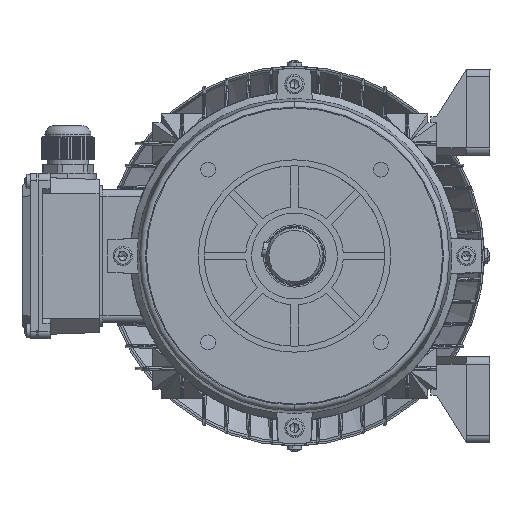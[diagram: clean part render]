
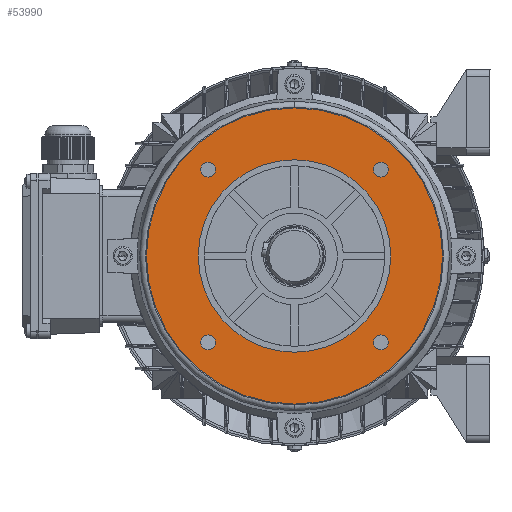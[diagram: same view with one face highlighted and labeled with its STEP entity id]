
A CAD part, left-side view. The second image highlights one B-rep face of the part: STEP entity #53990.
In plain terms, the highlighted face is planar.
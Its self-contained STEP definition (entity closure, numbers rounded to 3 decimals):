
#727 = DIRECTION ( 'NONE',  ( 1., 0., 0. ) ) ;
#728 = DIRECTION ( 'NONE',  ( 0., 0., 1. ) ) ;
#729 = CARTESIAN_POINT ( 'NONE',  ( 58.336, -58.336, 27.689 ) ) ;
#730 = AXIS2_PLACEMENT_3D ( 'NONE', #729, #728, #727 ) ;
#731 = CIRCLE ( 'NONE', #730, 5. ) ;
#741 = DIRECTION ( 'NONE',  ( -1., 0., 0. ) ) ;
#742 = DIRECTION ( 'NONE',  ( 0., 0., -1. ) ) ;
#743 = AXIS2_PLACEMENT_3D ( 'NONE', #748, #742, #741 ) ;
#744 = CIRCLE ( 'NONE', #743, 100. ) ;
#748 = CARTESIAN_POINT ( 'NONE',  ( 0., 0., 27.689 ) ) ;
#782 = DIRECTION ( 'NONE',  ( -1., 0., 0. ) ) ;
#783 = DIRECTION ( 'NONE',  ( 0., 0., -1. ) ) ;
#784 = CARTESIAN_POINT ( 'NONE',  ( 0., 0., 27.689 ) ) ;
#785 = AXIS2_PLACEMENT_3D ( 'NONE', #784, #783, #782 ) ;
#786 = CIRCLE ( 'NONE', #785, 65. ) ;
#796 = DIRECTION ( 'NONE',  ( 1., 0., 0. ) ) ;
#797 = DIRECTION ( 'NONE',  ( 0., 0., 1. ) ) ;
#798 = CARTESIAN_POINT ( 'NONE',  ( -58.336, -58.336, 27.689 ) ) ;
#799 = AXIS2_PLACEMENT_3D ( 'NONE', #798, #797, #796 ) ;
#800 = CIRCLE ( 'NONE', #799, 5. ) ;
#807 = DIRECTION ( 'NONE',  ( 1., 0., 0. ) ) ;
#808 = DIRECTION ( 'NONE',  ( 0., 0., 1. ) ) ;
#809 = CARTESIAN_POINT ( 'NONE',  ( -58.336, 58.336, 27.689 ) ) ;
#810 = AXIS2_PLACEMENT_3D ( 'NONE', #809, #808, #807 ) ;
#811 = CIRCLE ( 'NONE', #810, 5. ) ;
#817 = DIRECTION ( 'NONE',  ( 1., 0., 0. ) ) ;
#818 = DIRECTION ( 'NONE',  ( 0., 0., 1. ) ) ;
#819 = CARTESIAN_POINT ( 'NONE',  ( -100., 0., 27.689 ) ) ;
#820 = AXIS2_PLACEMENT_3D ( 'NONE', #819, #818, #817 ) ;
#821 = PLANE ( 'NONE',  #820 ) ;
#822 = FACE_OUTER_BOUND ( 'NONE', #53975, .T. ) ;
#823 = FACE_BOUND ( 'NONE', #53967, .T. ) ;
#824 = FACE_BOUND ( 'NONE', #53932, .T. ) ;
#825 = FACE_BOUND ( 'NONE', #55929, .T. ) ;
#826 = FACE_BOUND ( 'NONE', #53999, .T. ) ;
#827 = FACE_BOUND ( 'NONE', #53992, .T. ) ;
#863 = AXIS2_PLACEMENT_3D ( 'NONE', #926, #925, #924 ) ;
#864 = CIRCLE ( 'NONE', #863, 5. ) ;
#924 = DIRECTION ( 'NONE',  ( 1., 0., 0. ) ) ;
#925 = DIRECTION ( 'NONE',  ( 0., 0., 1. ) ) ;
#926 = CARTESIAN_POINT ( 'NONE',  ( 58.336, 58.336, 27.689 ) ) ;
#49984 = VERTEX_POINT ( 'NONE', #120251 ) ;
#51712 = VERTEX_POINT ( 'NONE', #123114 ) ;
#51716 = EDGE_CURVE ( 'NONE', #51712, #51717, #123150, .T. ) ;
#51717 = VERTEX_POINT ( 'NONE', #123145 ) ;
#51738 = VERTEX_POINT ( 'NONE', #123156 ) ;
#51761 = VERTEX_POINT ( 'NONE', #123227 ) ;
#51765 = EDGE_CURVE ( 'NONE', #51761, #49984, #123226, .T. ) ;
#51771 = EDGE_CURVE ( 'NONE', #51738, #51772, #123267, .T. ) ;
#51772 = VERTEX_POINT ( 'NONE', #123262 ) ;
#51793 = VERTEX_POINT ( 'NONE', #123270 ) ;
#51797 = VERTEX_POINT ( 'NONE', #123319 ) ;
#51826 = EDGE_CURVE ( 'NONE', #51793, #51797, #123334, .T. ) ;
#51970 = EDGE_CURVE ( 'NONE', #51972, #52054, #123640, .T. ) ;
#51972 = VERTEX_POINT ( 'NONE', #123635 ) ;
#51984 = EDGE_CURVE ( 'NONE', #51985, #51987, #123666, .T. ) ;
#51985 = VERTEX_POINT ( 'NONE', #123658 ) ;
#51987 = VERTEX_POINT ( 'NONE', #123651 ) ;
#52054 = VERTEX_POINT ( 'NONE', #123755 ) ;
#53929 = ORIENTED_EDGE ( 'NONE', *, *, #53931, .F. ) ;
#53931 = EDGE_CURVE ( 'NONE', #51797, #51793, #731, .T. ) ;
#53932 = EDGE_LOOP ( 'NONE', ( #54044, #54048 ) ) ;
#53958 = EDGE_CURVE ( 'NONE', #51987, #51985, #744, .T. ) ;
#53967 = EDGE_LOOP ( 'NONE', ( #53970, #53972 ) ) ;
#53970 = ORIENTED_EDGE ( 'NONE', *, *, #51970, .T. ) ;
#53972 = ORIENTED_EDGE ( 'NONE', *, *, #53974, .T. ) ;
#53974 = EDGE_CURVE ( 'NONE', #52054, #51972, #786, .T. ) ;
#53975 = EDGE_LOOP ( 'NONE', ( #53978, #53980 ) ) ;
#53978 = ORIENTED_EDGE ( 'NONE', *, *, #51984, .F. ) ;
#53980 = ORIENTED_EDGE ( 'NONE', *, *, #53958, .F. ) ;
#53990 = ADVANCED_FACE ( 'NONE', ( #827, #826, #825, #824, #823, #822 ), #821, .T. ) ;
#53992 = EDGE_LOOP ( 'NONE', ( #53994, #53998 ) ) ;
#53994 = ORIENTED_EDGE ( 'NONE', *, *, #53996, .F. ) ;
#53996 = EDGE_CURVE ( 'NONE', #51717, #51712, #811, .T. ) ;
#53998 = ORIENTED_EDGE ( 'NONE', *, *, #51716, .F. ) ;
#53999 = EDGE_LOOP ( 'NONE', ( #54002, #55877 ) ) ;
#54002 = ORIENTED_EDGE ( 'NONE', *, *, #54004, .F. ) ;
#54004 = EDGE_CURVE ( 'NONE', #51772, #51738, #800, .T. ) ;
#54040 = ORIENTED_EDGE ( 'NONE', *, *, #51826, .F. ) ;
#54044 = ORIENTED_EDGE ( 'NONE', *, *, #54046, .F. ) ;
#54046 = EDGE_CURVE ( 'NONE', #49984, #51761, #864, .T. ) ;
#54048 = ORIENTED_EDGE ( 'NONE', *, *, #51765, .F. ) ;
#55877 = ORIENTED_EDGE ( 'NONE', *, *, #51771, .F. ) ;
#55929 = EDGE_LOOP ( 'NONE', ( #53929, #54040 ) ) ;
#120251 = CARTESIAN_POINT ( 'NONE',  ( 63.336, 58.336, 27.689 ) ) ;
#123114 = CARTESIAN_POINT ( 'NONE',  ( -63.336, 58.336, 27.689 ) ) ;
#123145 = CARTESIAN_POINT ( 'NONE',  ( -53.336, 58.336, 27.689 ) ) ;
#123146 = DIRECTION ( 'NONE',  ( 1., 0., 0. ) ) ;
#123147 = DIRECTION ( 'NONE',  ( 0., 0., 1. ) ) ;
#123148 = CARTESIAN_POINT ( 'NONE',  ( -58.336, 58.336, 27.689 ) ) ;
#123149 = AXIS2_PLACEMENT_3D ( 'NONE', #123148, #123147, #123146 ) ;
#123150 = CIRCLE ( 'NONE', #123149, 5. ) ;
#123156 = CARTESIAN_POINT ( 'NONE',  ( -63.336, -58.336, 27.689 ) ) ;
#123222 = DIRECTION ( 'NONE',  ( 1., 0., 0. ) ) ;
#123223 = DIRECTION ( 'NONE',  ( 0., 0., 1. ) ) ;
#123224 = CARTESIAN_POINT ( 'NONE',  ( 58.336, 58.336, 27.689 ) ) ;
#123225 = AXIS2_PLACEMENT_3D ( 'NONE', #123224, #123223, #123222 ) ;
#123226 = CIRCLE ( 'NONE', #123225, 5. ) ;
#123227 = CARTESIAN_POINT ( 'NONE',  ( 53.336, 58.336, 27.689 ) ) ;
#123262 = CARTESIAN_POINT ( 'NONE',  ( -53.336, -58.336, 27.689 ) ) ;
#123263 = DIRECTION ( 'NONE',  ( 1., 0., 0. ) ) ;
#123264 = DIRECTION ( 'NONE',  ( 0., 0., 1. ) ) ;
#123265 = CARTESIAN_POINT ( 'NONE',  ( -58.336, -58.336, 27.689 ) ) ;
#123266 = AXIS2_PLACEMENT_3D ( 'NONE', #123265, #123264, #123263 ) ;
#123267 = CIRCLE ( 'NONE', #123266, 5. ) ;
#123270 = CARTESIAN_POINT ( 'NONE',  ( 53.336, -58.336, 27.689 ) ) ;
#123319 = CARTESIAN_POINT ( 'NONE',  ( 63.336, -58.336, 27.689 ) ) ;
#123330 = DIRECTION ( 'NONE',  ( 1., 0., 0. ) ) ;
#123331 = DIRECTION ( 'NONE',  ( 0., 0., 1. ) ) ;
#123332 = CARTESIAN_POINT ( 'NONE',  ( 58.336, -58.336, 27.689 ) ) ;
#123333 = AXIS2_PLACEMENT_3D ( 'NONE', #123332, #123331, #123330 ) ;
#123334 = CIRCLE ( 'NONE', #123333, 5. ) ;
#123635 = CARTESIAN_POINT ( 'NONE',  ( -65., 0., 27.689 ) ) ;
#123636 = DIRECTION ( 'NONE',  ( -1., 0., 0. ) ) ;
#123637 = DIRECTION ( 'NONE',  ( 0., 0., -1. ) ) ;
#123638 = CARTESIAN_POINT ( 'NONE',  ( 0., 0., 27.689 ) ) ;
#123639 = AXIS2_PLACEMENT_3D ( 'NONE', #123638, #123637, #123636 ) ;
#123640 = CIRCLE ( 'NONE', #123639, 65. ) ;
#123651 = CARTESIAN_POINT ( 'NONE',  ( 100., 0., 27.689 ) ) ;
#123658 = CARTESIAN_POINT ( 'NONE',  ( -100., 0., 27.689 ) ) ;
#123659 = DIRECTION ( 'NONE',  ( -1., 0., 0. ) ) ;
#123660 = DIRECTION ( 'NONE',  ( 0., 0., -1. ) ) ;
#123661 = CARTESIAN_POINT ( 'NONE',  ( 0., 0., 27.689 ) ) ;
#123662 = AXIS2_PLACEMENT_3D ( 'NONE', #123661, #123660, #123659 ) ;
#123666 = CIRCLE ( 'NONE', #123662, 100. ) ;
#123755 = CARTESIAN_POINT ( 'NONE',  ( 65., 0., 27.689 ) ) ;
